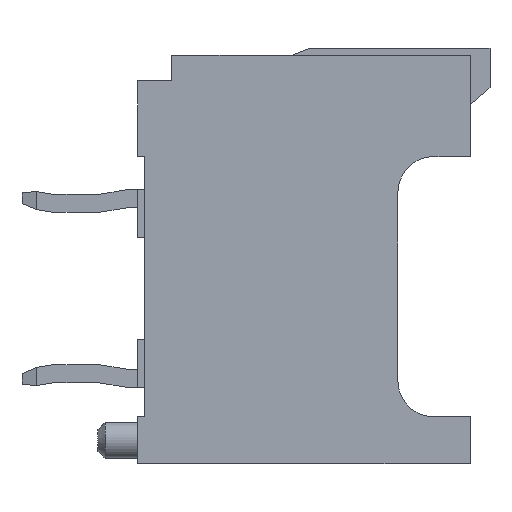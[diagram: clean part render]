
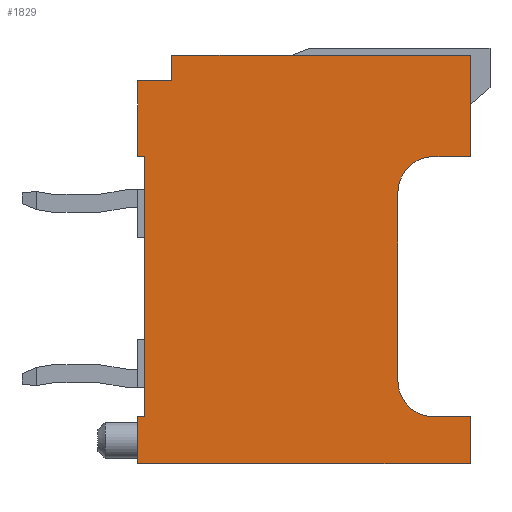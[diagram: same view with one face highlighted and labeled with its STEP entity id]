
A CAD part, left-side view. The second image highlights one B-rep face of the part: STEP entity #1829.
In plain terms, the highlighted planar face has unit normal (-1, 0, 0).
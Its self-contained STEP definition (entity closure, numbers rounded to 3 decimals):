
#1829 = ADVANCED_FACE( '', ( #3533 ), #3534, .T. );
#3533 = FACE_OUTER_BOUND( '', #5113, .T. );
#3534 = PLANE( '', #5114 );
#5113 = EDGE_LOOP( '', ( #9531, #9532, #9533, #9534, #9535, #9536, #9537, #9538, #9539, #9540, #9541, #9542, #9543, #9544, #9545, #9546 ) );
#5114 = AXIS2_PLACEMENT_3D( '', #9547, #9548, #9549 );
#9531 = ORIENTED_EDGE( '', *, *, #11220, .T. );
#9532 = ORIENTED_EDGE( '', *, *, #11224, .F. );
#9533 = ORIENTED_EDGE( '', *, *, #10762, .F. );
#9534 = ORIENTED_EDGE( '', *, *, #10105, .F. );
#9535 = ORIENTED_EDGE( '', *, *, #11310, .F. );
#9536 = ORIENTED_EDGE( '', *, *, #10866, .T. );
#9537 = ORIENTED_EDGE( '', *, *, #10660, .T. );
#9538 = ORIENTED_EDGE( '', *, *, #9863, .T. );
#9539 = ORIENTED_EDGE( '', *, *, #10014, .F. );
#9540 = ORIENTED_EDGE( '', *, *, #10047, .F. );
#9541 = ORIENTED_EDGE( '', *, *, #11288, .F. );
#9542 = ORIENTED_EDGE( '', *, *, #11359, .F. );
#9543 = ORIENTED_EDGE( '', *, *, #11081, .F. );
#9544 = ORIENTED_EDGE( '', *, *, #11408, .F. );
#9545 = ORIENTED_EDGE( '', *, *, #10895, .F. );
#9546 = ORIENTED_EDGE( '', *, *, #9891, .F. );
#9547 = CARTESIAN_POINT( '', ( -21.7, -4.875, -5.75 ) );
#9548 = DIRECTION( '', ( -1., 0., 0. ) );
#9549 = DIRECTION( '', ( 0., 0., 1. ) );
#9863 = EDGE_CURVE( '', #11789, #11794, #11796, .T. );
#9891 = EDGE_CURVE( '', #11842, #11844, #11845, .T. );
#10014 = EDGE_CURVE( '', #12050, #11794, #12052, .T. );
#10047 = EDGE_CURVE( '', #12104, #12050, #12106, .T. );
#10105 = EDGE_CURVE( '', #12205, #12206, #12207, .T. );
#10660 = EDGE_CURVE( '', #13105, #11789, #13110, .T. );
#10762 = EDGE_CURVE( '', #12206, #13250, #13251, .T. );
#10866 = EDGE_CURVE( '', #13379, #13105, #13381, .T. );
#10895 = EDGE_CURVE( '', #11844, #13417, #13418, .T. );
#11081 = EDGE_CURVE( '', #13658, #13659, #13660, .T. );
#11220 = EDGE_CURVE( '', #11842, #13826, #13828, .T. );
#11224 = EDGE_CURVE( '', #13250, #13826, #13833, .T. );
#11288 = EDGE_CURVE( '', #13905, #12104, #13907, .T. );
#11310 = EDGE_CURVE( '', #13379, #12205, #13932, .T. );
#11359 = EDGE_CURVE( '', #13659, #13905, #13983, .T. );
#11408 = EDGE_CURVE( '', #13417, #13658, #14032, .T. );
#11789 = VERTEX_POINT( '', #14576 );
#11794 = VERTEX_POINT( '', #14583 );
#11796 = LINE( '', #14586, #14587 );
#11842 = VERTEX_POINT( '', #14653 );
#11844 = VERTEX_POINT( '', #14656 );
#11845 = LINE( '', #14657, #14658 );
#12050 = VERTEX_POINT( '', #14958 );
#12052 = LINE( '', #14961, #14962 );
#12104 = VERTEX_POINT( '', #15039 );
#12106 = LINE( '', #15042, #15043 );
#12205 = VERTEX_POINT( '', #15186 );
#12206 = VERTEX_POINT( '', #15187 );
#12207 = LINE( '', #15188, #15189 );
#13105 = VERTEX_POINT( '', #16548 );
#13110 = LINE( '', #16557, #16558 );
#13250 = VERTEX_POINT( '', #16779 );
#13251 = LINE( '', #16780, #16781 );
#13379 = VERTEX_POINT( '', #16973 );
#13381 = LINE( '', #16976, #16977 );
#13417 = VERTEX_POINT( '', #17030 );
#13418 = CIRCLE( '', #17031, 1. );
#13658 = VERTEX_POINT( '', #17389 );
#13659 = VERTEX_POINT( '', #17390 );
#13660 = CIRCLE( '', #17391, 1. );
#13826 = VERTEX_POINT( '', #17657 );
#13828 = LINE( '', #17660, #17661 );
#13833 = LINE( '', #17667, #17668 );
#13905 = VERTEX_POINT( '', #17771 );
#13907 = LINE( '', #17774, #17775 );
#13932 = LINE( '', #17807, #17808 );
#13983 = LINE( '', #17875, #17876 );
#14032 = LINE( '', #17932, #17933 );
#14576 = CARTESIAN_POINT( '', ( -21.7, 4.675, -4.45 ) );
#14583 = CARTESIAN_POINT( '', ( -21.7, 4.875, -4.45 ) );
#14586 = CARTESIAN_POINT( '', ( -21.7, -4.875, -4.45 ) );
#14587 = VECTOR( '', #18125, 1000. );
#14653 = CARTESIAN_POINT( '', ( -21.7, -4.325, 2.75 ) );
#14656 = CARTESIAN_POINT( '', ( -21.7, -3.325, 2.75 ) );
#14657 = CARTESIAN_POINT( '', ( -21.7, -4.875, 2.75 ) );
#14658 = VECTOR( '', #18147, 1000. );
#14958 = CARTESIAN_POINT( '', ( -21.7, 4.875, -5.75 ) );
#14961 = CARTESIAN_POINT( '', ( -21.7, 4.875, -5.75 ) );
#14962 = VECTOR( '', #18244, 1000. );
#15039 = CARTESIAN_POINT( '', ( -21.7, -4.325, -5.75 ) );
#15042 = CARTESIAN_POINT( '', ( -21.7, -4.875, -5.75 ) );
#15043 = VECTOR( '', #18271, 1000. );
#15186 = CARTESIAN_POINT( '', ( -21.7, 4.875, 4.85 ) );
#15187 = CARTESIAN_POINT( '', ( -21.7, 3.925, 4.85 ) );
#15188 = CARTESIAN_POINT( '', ( -21.7, -4.875, 4.85 ) );
#15189 = VECTOR( '', #18316, 1000. );
#16548 = CARTESIAN_POINT( '', ( -21.7, 4.675, 2.75 ) );
#16557 = CARTESIAN_POINT( '', ( -21.7, 4.675, -5.75 ) );
#16558 = VECTOR( '', #18785, 1000. );
#16779 = CARTESIAN_POINT( '', ( -21.7, 3.925, 5.55 ) );
#16780 = CARTESIAN_POINT( '', ( -21.7, 3.925, -5.75 ) );
#16781 = VECTOR( '', #18873, 1000. );
#16973 = CARTESIAN_POINT( '', ( -21.7, 4.875, 2.75 ) );
#16976 = CARTESIAN_POINT( '', ( -21.7, -4.875, 2.75 ) );
#16977 = VECTOR( '', #18939, 1000. );
#17030 = CARTESIAN_POINT( '', ( -21.7, -2.325, 1.75 ) );
#17031 = AXIS2_PLACEMENT_3D( '', #18957, #18958, #18959 );
#17389 = CARTESIAN_POINT( '', ( -21.7, -2.325, -3.45 ) );
#17390 = CARTESIAN_POINT( '', ( -21.7, -3.325, -4.45 ) );
#17391 = AXIS2_PLACEMENT_3D( '', #19078, #19079, #19080 );
#17657 = CARTESIAN_POINT( '', ( -21.7, -4.325, 5.55 ) );
#17660 = CARTESIAN_POINT( '', ( -21.7, -4.325, 5.75 ) );
#17661 = VECTOR( '', #19185, 1000. );
#17667 = CARTESIAN_POINT( '', ( -21.7, -4.875, 5.55 ) );
#17668 = VECTOR( '', #19187, 1000. );
#17771 = CARTESIAN_POINT( '', ( -21.7, -4.325, -4.45 ) );
#17774 = CARTESIAN_POINT( '', ( -21.7, -4.325, -5.75 ) );
#17775 = VECTOR( '', #19220, 1000. );
#17807 = CARTESIAN_POINT( '', ( -21.7, 4.875, -5.75 ) );
#17808 = VECTOR( '', #19231, 1000. );
#17875 = CARTESIAN_POINT( '', ( -21.7, -4.875, -4.45 ) );
#17876 = VECTOR( '', #19248, 1000. );
#17932 = CARTESIAN_POINT( '', ( -21.7, -2.325, -5.75 ) );
#17933 = VECTOR( '', #19256, 1000. );
#18125 = DIRECTION( '', ( 0., 1., 0. ) );
#18147 = DIRECTION( '', ( 0., 1., 0. ) );
#18244 = DIRECTION( '', ( 0., 0., 1. ) );
#18271 = DIRECTION( '', ( 0., 1., 0. ) );
#18316 = DIRECTION( '', ( 0., -1., 0. ) );
#18785 = DIRECTION( '', ( 0., 0., -1. ) );
#18873 = DIRECTION( '', ( 0., 0., 1. ) );
#18939 = DIRECTION( '', ( 0., -1., 0. ) );
#18957 = CARTESIAN_POINT( '', ( -21.7, -3.325, 1.75 ) );
#18958 = DIRECTION( '', ( -1., 0., 0. ) );
#18959 = DIRECTION( '', ( 0., 0., 1. ) );
#19078 = CARTESIAN_POINT( '', ( -21.7, -3.325, -3.45 ) );
#19079 = DIRECTION( '', ( -1., 0., 0. ) );
#19080 = DIRECTION( '', ( 0., 0., 1. ) );
#19185 = DIRECTION( '', ( 0., 0., 1. ) );
#19187 = DIRECTION( '', ( 0., -1., 0. ) );
#19220 = DIRECTION( '', ( 0., 0., -1. ) );
#19231 = DIRECTION( '', ( 0., 0., 1. ) );
#19248 = DIRECTION( '', ( 0., -1., 0. ) );
#19256 = DIRECTION( '', ( 0., 0., -1. ) );
